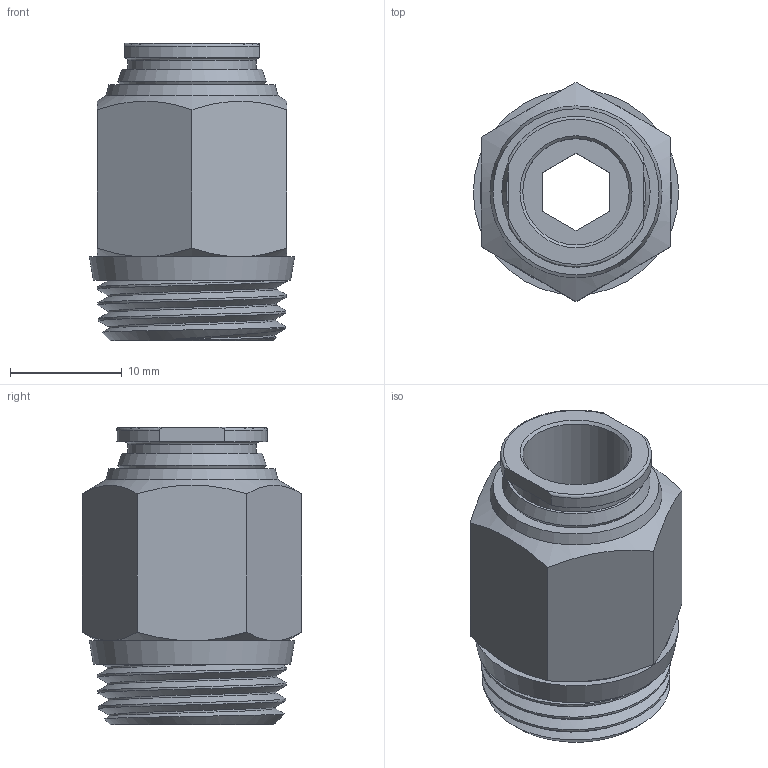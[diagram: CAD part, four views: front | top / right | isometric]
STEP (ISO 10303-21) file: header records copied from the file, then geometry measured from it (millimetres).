
FILE_DESCRIPTION(/* description */ (''),/* implementation_level */ '2;1');
FILE_NAME(/* name */ '0.375_MPTStraight_0.375_Push.step',/* time_stamp */ '2021-05-01T16:25:59+06:00',/* author */ (''),/* organization */ (''),/* preprocessor_version */ 'ST-DEVELOPER v18.1',/* originating_system */ 'Autodesk Translation Framework v9.7.1.1290',/* authorisation */ '');
FILE_SCHEMA (('AUTOMOTIVE_DESIGN { 1 0 10303 214 3 1 1 }'));
Length unit declared in the file: inch
Products named in the file (1): 3/8MPTStraight3/8Push
Bounding box: 18.39 x 19.63 x 26.59 mm (x, y, z)
Volume: 3809.1 mm3; surface area: 3165.2 mm2
Topology: 2 solids, 2 shells, 59 faces, 133 edges, 85 vertices
Faces by surface type: plane 25, cone 22, cylinder 6, torus 3, bspline 3
Full cylindrical faces by diameter (mm): 9.525 x1, 11.5 x1, 12 x1, 12.522 x1
Entity records: 4278 total; most frequent: CARTESIAN_POINT 2998, ORIENTED_EDGE 266, DIRECTION 238, EDGE_CURVE 133, AXIS2_PLACEMENT_3D 94, VERTEX_POINT 85, EDGE_LOOP 70, FACE_OUTER_BOUND 59
